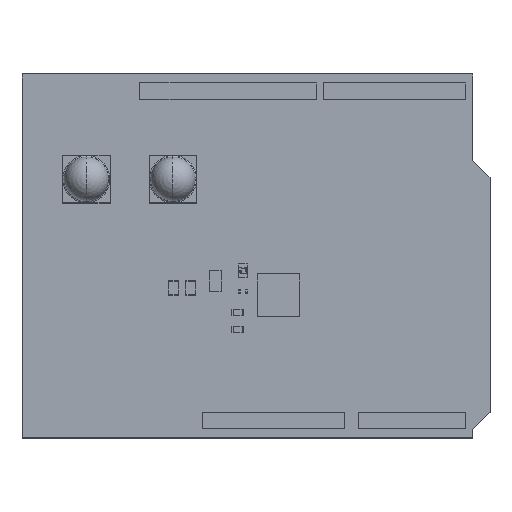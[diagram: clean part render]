
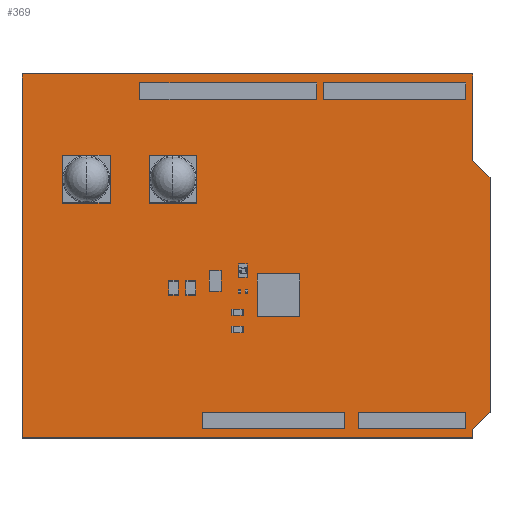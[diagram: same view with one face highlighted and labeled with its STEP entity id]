
A CAD part, top view. The second image highlights one B-rep face of the part: STEP entity #369.
In plain terms, the highlighted planar face has unit normal (0, 0, 1).
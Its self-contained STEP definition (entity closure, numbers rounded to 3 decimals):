
#112 = VERTEX_POINT('',#113);
#113 = CARTESIAN_POINT('',(0.,0.,1.564));
#119 = EDGE_CURVE('',#112,#120,#122,.T.);
#120 = VERTEX_POINT('',#121);
#121 = CARTESIAN_POINT('',(66.04,0.,1.564));
#122 = LINE('',#123,#124);
#123 = CARTESIAN_POINT('',(0.,0.,1.564));
#124 = VECTOR('',#125,1.);
#125 = DIRECTION('',(1.,0.,0.));
#150 = EDGE_CURVE('',#120,#151,#153,.T.);
#151 = VERTEX_POINT('',#152);
#152 = CARTESIAN_POINT('',(66.04,1.27,1.564));
#153 = LINE('',#154,#155);
#154 = CARTESIAN_POINT('',(66.04,0.,1.564));
#155 = VECTOR('',#156,1.);
#156 = DIRECTION('',(0.,1.,0.));
#181 = EDGE_CURVE('',#151,#182,#184,.T.);
#182 = VERTEX_POINT('',#183);
#183 = CARTESIAN_POINT('',(68.58,3.81,1.564));
#184 = LINE('',#185,#186);
#185 = CARTESIAN_POINT('',(66.04,1.27,1.564));
#186 = VECTOR('',#187,1.);
#187 = DIRECTION('',(0.707,0.707,0.));
#212 = EDGE_CURVE('',#182,#213,#215,.T.);
#213 = VERTEX_POINT('',#214);
#214 = CARTESIAN_POINT('',(68.58,38.1,1.564));
#215 = LINE('',#216,#217);
#216 = CARTESIAN_POINT('',(68.58,3.81,1.564));
#217 = VECTOR('',#218,1.);
#218 = DIRECTION('',(0.,1.,0.));
#243 = EDGE_CURVE('',#213,#244,#246,.T.);
#244 = VERTEX_POINT('',#245);
#245 = CARTESIAN_POINT('',(66.04,40.64,1.564));
#246 = LINE('',#247,#248);
#247 = CARTESIAN_POINT('',(68.58,38.1,1.564));
#248 = VECTOR('',#249,1.);
#249 = DIRECTION('',(-0.707,0.707,0.));
#274 = EDGE_CURVE('',#244,#275,#277,.T.);
#275 = VERTEX_POINT('',#276);
#276 = CARTESIAN_POINT('',(66.04,53.34,1.564));
#277 = LINE('',#278,#279);
#278 = CARTESIAN_POINT('',(66.04,40.64,1.564));
#279 = VECTOR('',#280,1.);
#280 = DIRECTION('',(0.,1.,0.));
#305 = EDGE_CURVE('',#275,#306,#308,.T.);
#306 = VERTEX_POINT('',#307);
#307 = CARTESIAN_POINT('',(0.,53.34,1.564));
#308 = LINE('',#309,#310);
#309 = CARTESIAN_POINT('',(66.04,53.34,1.564));
#310 = VECTOR('',#311,1.);
#311 = DIRECTION('',(-1.,0.,0.));
#336 = EDGE_CURVE('',#306,#112,#337,.T.);
#337 = LINE('',#338,#339);
#338 = CARTESIAN_POINT('',(0.,53.34,1.564));
#339 = VECTOR('',#340,1.);
#340 = DIRECTION('',(0.,-1.,0.));
#369 = ADVANCED_FACE('',(#370),#380,.T.);
#370 = FACE_BOUND('',#371,.T.);
#371 = EDGE_LOOP('',(#372,#373,#374,#375,#376,#377,#378,#379));
#372 = ORIENTED_EDGE('',*,*,#119,.T.);
#373 = ORIENTED_EDGE('',*,*,#150,.T.);
#374 = ORIENTED_EDGE('',*,*,#181,.T.);
#375 = ORIENTED_EDGE('',*,*,#212,.T.);
#376 = ORIENTED_EDGE('',*,*,#243,.T.);
#377 = ORIENTED_EDGE('',*,*,#274,.T.);
#378 = ORIENTED_EDGE('',*,*,#305,.T.);
#379 = ORIENTED_EDGE('',*,*,#336,.T.);
#380 = PLANE('',#381);
#381 = AXIS2_PLACEMENT_3D('',#382,#383,#384);
#382 = CARTESIAN_POINT('',(33.708,26.62,1.564));
#383 = DIRECTION('',(0.,0.,1.));
#384 = DIRECTION('',(1.,0.,-0.));
